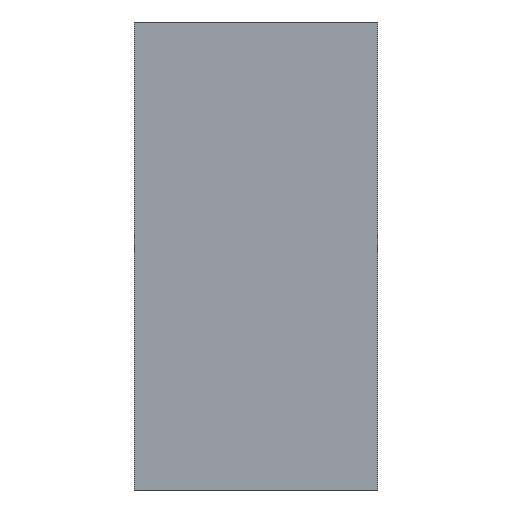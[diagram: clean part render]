
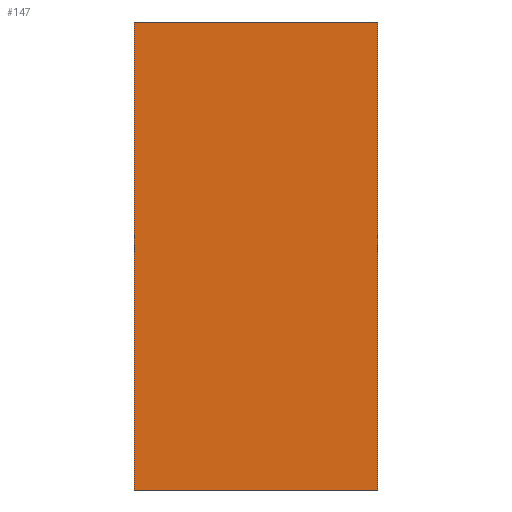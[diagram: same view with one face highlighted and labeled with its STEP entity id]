
A CAD part, front view. The second image highlights one B-rep face of the part: STEP entity #147.
In plain terms, the highlighted planar face has unit normal (0, -1, 0).
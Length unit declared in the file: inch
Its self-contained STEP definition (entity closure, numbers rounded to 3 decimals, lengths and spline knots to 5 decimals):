
#21=FACE_OUTER_BOUND('',#29,.T.);
#29=EDGE_LOOP('',(#123,#124,#125,#126));
#34=LINE('',#217,#52);
#39=LINE('',#226,#57);
#46=LINE('',#241,#64);
#48=LINE('',#244,#66);
#52=VECTOR('',#178,0.3937);
#57=VECTOR('',#185,0.3937);
#64=VECTOR('',#200,0.3937);
#66=VECTOR('',#204,0.3937);
#70=VERTEX_POINT('',#214);
#71=VERTEX_POINT('',#216);
#74=VERTEX_POINT('',#224);
#78=VERTEX_POINT('',#240);
#82=EDGE_CURVE('',#71,#70,#34,.T.);
#87=EDGE_CURVE('',#74,#70,#39,.T.);
#94=EDGE_CURVE('',#78,#71,#46,.T.);
#96=EDGE_CURVE('',#78,#74,#48,.F.);
#123=ORIENTED_EDGE('',*,*,#82,.T.);
#124=ORIENTED_EDGE('',*,*,#87,.F.);
#125=ORIENTED_EDGE('',*,*,#96,.F.);
#126=ORIENTED_EDGE('',*,*,#94,.T.);
#139=PLANE('',#169);
#147=ADVANCED_FACE('',(#21),#139,.T.);
#169=AXIS2_PLACEMENT_3D('',#243,#202,#203);
#178=DIRECTION('',(-1.,0.,0.));
#185=DIRECTION('',(0.,0.,1.));
#200=DIRECTION('',(0.,0.,1.));
#202=DIRECTION('center_axis',(0.,-1.,0.));
#203=DIRECTION('ref_axis',(1.,0.,0.));
#204=DIRECTION('',(1.,0.,0.));
#214=CARTESIAN_POINT('',(-375.375,23.87495,-36.4385));
#216=CARTESIAN_POINT('',(-359.375,23.87495,-36.4385));
#217=CARTESIAN_POINT('',(-371.375,23.87495,-36.4385));
#224=CARTESIAN_POINT('',(-375.375,23.87495,-67.188));
#226=CARTESIAN_POINT('',(-375.375,23.87495,-59.6255));
#240=CARTESIAN_POINT('',(-359.375,23.87495,-67.188));
#241=CARTESIAN_POINT('',(-359.375,23.87495,-59.6255));
#243=CARTESIAN_POINT('Origin',(-375.375,23.87495,-59.6255));
#244=CARTESIAN_POINT('',(-371.375,23.87495,-67.188));
